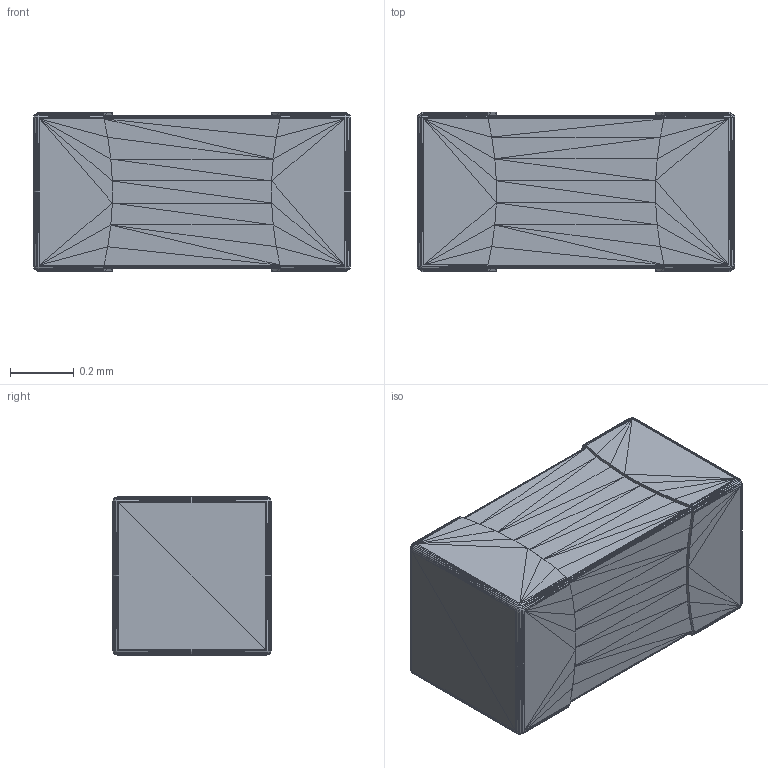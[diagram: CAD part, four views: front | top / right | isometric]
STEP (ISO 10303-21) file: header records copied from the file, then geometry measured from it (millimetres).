
FILE_DESCRIPTION(('auto-generated'),'2;1');
FILE_SCHEMA(('CONFIG_CONTROL_DESIGN'));
Bounding box: 1 x 0.5 x 0.5 mm (x, y, z)
Surface area: 2.4 mm2 (no closed solid volume)
Topology: 0 solids, 14 shells, 1686 faces, 2758 edges, 1074 vertices
Faces by surface type: plane 1686
Entity records: 26737 total; most frequent: ORIENTED_EDGE 5058, DIRECTION 3816, LINE 2758, EDGE_CURVE 2758, VECTOR 1719, AXIS2_PLACEMENT_3D 1687, PLANE 1686, EDGE_LOOP 1686
